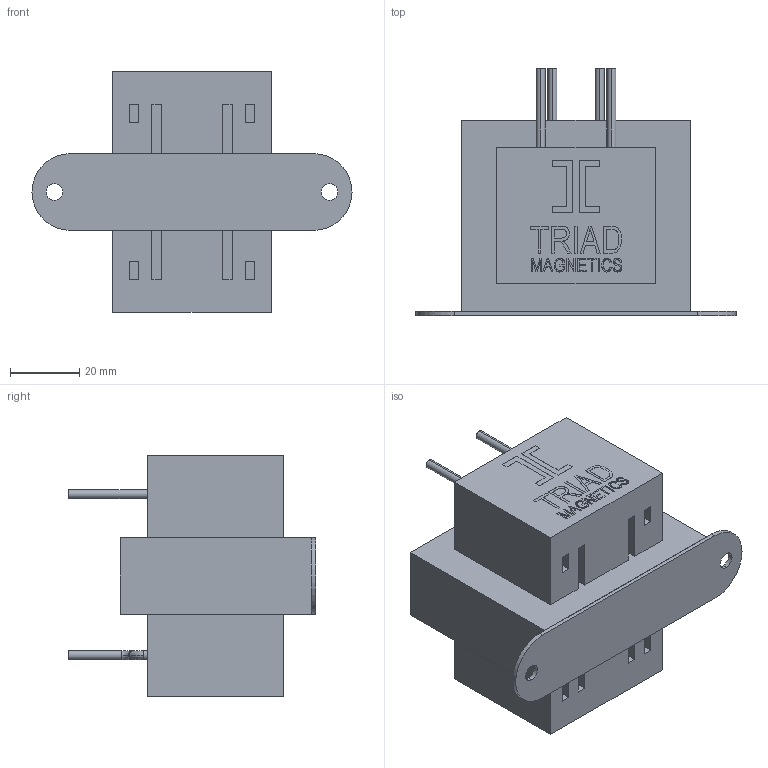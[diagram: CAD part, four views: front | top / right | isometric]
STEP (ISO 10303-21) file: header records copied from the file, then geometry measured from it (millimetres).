
FILE_DESCRIPTION (( 'STEP AP214' ), '1' );
FILE_NAME ('Triad Magnetics-TCT50-02E07K.STEP', '2021-01-13T19:02:15', ( '' ), ( '' ), 'SwSTEP 2.0', 'SolidWorks 2020', '' );
FILE_SCHEMA (( 'AUTOMOTIVE_DESIGN' ));
Length unit declared in the file: inch
Products named in the file (1): Triad Magnetics-TCT50-02E07K
Bounding box: 92.46 x 71.37 x 69.6 mm (x, y, z)
Volume: 167779.2 mm3; surface area: 23780.7 mm2
Topology: 1 solids, 1 shells, 319 faces, 838 edges, 556 vertices
Faces by surface type: plane 240, bspline 57, cylinder 22
Entity records: 16705 total; most frequent: CARTESIAN_POINT 4931, ORIENTED_EDGE 1676, DIRECTION 1326, EDGE_CURVE 838, LINE 680, VECTOR 680, VERTEX_POINT 556, EDGE_LOOP 358
